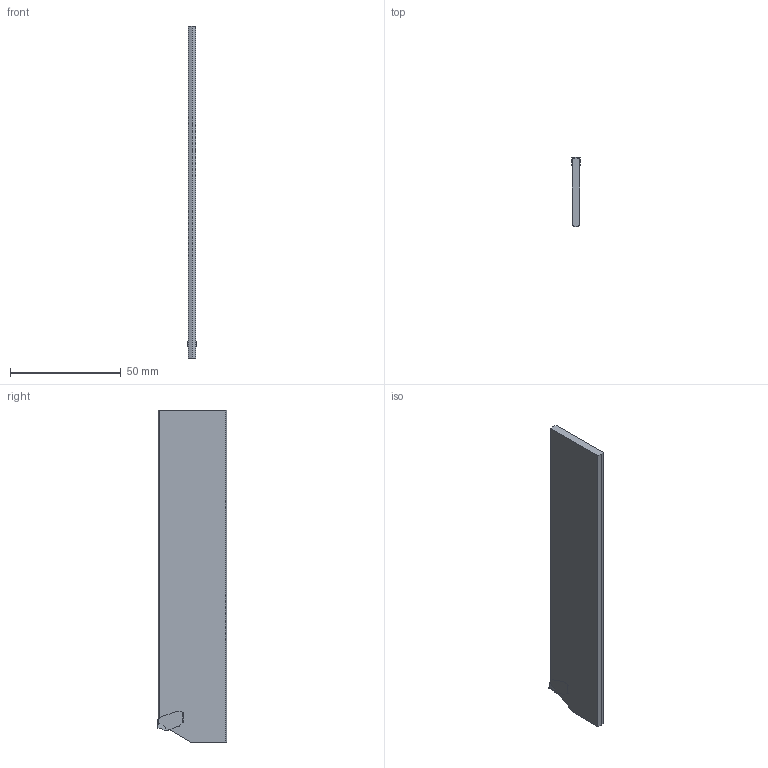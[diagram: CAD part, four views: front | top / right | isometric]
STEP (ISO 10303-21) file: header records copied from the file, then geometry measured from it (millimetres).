
FILE_DESCRIPTION(/* description */ (''),/* implementation_level */ '2;1');
FILE_NAME(/* name */ '1601375301563.stp',/* time_stamp */ '2020-09-29T15:58:22+05:00',/* author */ (''),/* organization */ ('SMS'),/* preprocessor_version */ 'ST-DEVELOPER v16.7',/* originating_system */ 'SIEMENS PLM Software NX 12.0',/* authorisation */ '');
FILE_SCHEMA (('AUTOMOTIVE_DESIGN { 1 0 10303 214 3 1 1 1 }'));
Length unit declared in the file: millimetre
Products named in the file (4): 203172237mod000_00; ASSEMBLY_CONSTRUCTION; 201980349mod000_00; 201069226mod000_03
Assembly tree (3 placements, depth 2):
  201069226mod000_03
    201980349mod000_00
    ASSEMBLY_CONSTRUCTION
    203172237mod000_00
Bounding box: 3.99 x 31.55 x 150 mm (x, y, z)
Volume: 15184.5 mm3; surface area: 10329.2 mm2
Topology: 2 solids, 2 shells, 73 faces, 217 edges, 157 vertices
Faces by surface type: plane 34, cylinder 22, bspline 10, extrusion 7
Entity records: 3962 total; most frequent: CARTESIAN_POINT 1901, ORIENTED_EDGE 432, DIRECTION 345, EDGE_CURVE 216, VERTEX_POINT 147, VECTOR 131, LINE 124, AXIS2_PLACEMENT_3D 107
